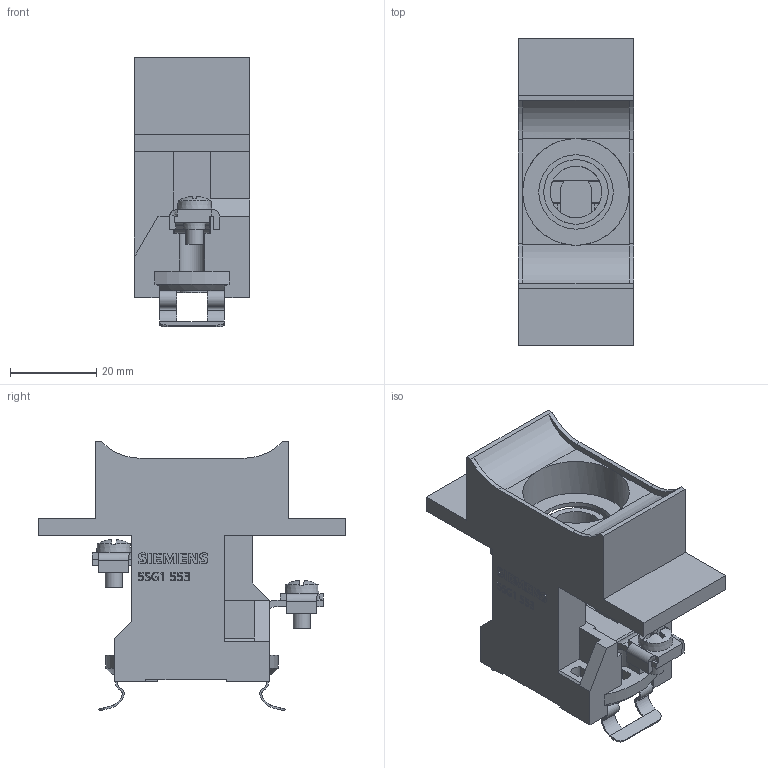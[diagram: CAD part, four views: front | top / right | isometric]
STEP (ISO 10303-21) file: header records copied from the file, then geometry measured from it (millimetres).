
FILE_DESCRIPTION(/* description */ (''),/* implementation_level */ '2;1');
FILE_NAME(/* name */ '5SG1553_3D_v.stp',/* time_stamp */ '2024-02-01T14:52:14+01:00',/* author */ (''),/* organization */ (''),/* preprocessor_version */ 'ST-DEVELOPER v18.101',/* originating_system */ 'SIEMENS PLM Software NX 2008',/* authorisation */ '');
FILE_SCHEMA (('AUTOMOTIVE_DESIGN { 1 0 10303 214 3 1 1 1 }'));
Length unit declared in the file: millimetre
Products named in the file (1): 5SG1553_3D_v
Bounding box: 26.8 x 71.5 x 62.75 mm (x, y, z)
Volume: 27038.4 mm3; surface area: 21508.1 mm2
Topology: 2 solids, 3 shells, 508 faces, 1451 edges, 956 vertices
Faces by surface type: plane 366, cylinder 82, extrusion 36, cone 16, sphere 4, bspline 4
Full cylindrical faces by diameter (mm): 3 x1, 3.2 x1, 4 x2, 5.5 x1, 12 x1, 15 x1, 17.3 x1, 24.8 x1
Entity records: 20455 total; most frequent: CARTESIAN_POINT 4996, ORIENTED_EDGE 2842, DIRECTION 2391, EDGE_CURVE 1421, VECTOR 975, VERTEX_POINT 943, LINE 939, AXIS2_PLACEMENT_3D 708
